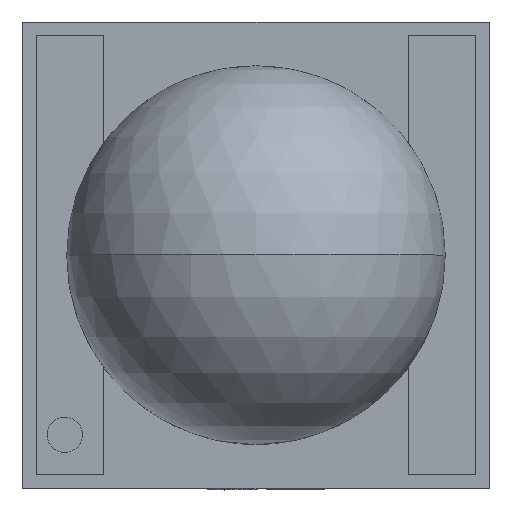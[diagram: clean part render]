
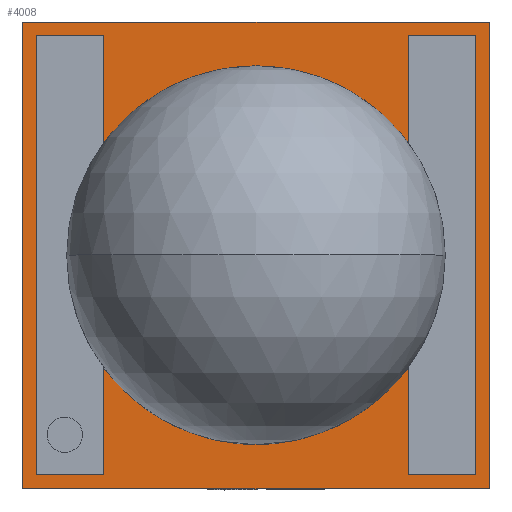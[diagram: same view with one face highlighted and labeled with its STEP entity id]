
A CAD part, top view. The second image highlights one B-rep face of the part: STEP entity #4008.
In plain terms, the highlighted planar face has unit normal (0, 0, 1).
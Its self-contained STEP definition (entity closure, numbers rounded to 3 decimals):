
#199 = CARTESIAN_POINT ( 'NONE',  ( -1.125, -1.625, 0.8 ) ) ;
#342 = CARTESIAN_POINT ( 'NONE',  ( -1.125, 1.625, 0.8 ) ) ;
#641 = VECTOR ( 'NONE', #9273, 1000. ) ;
#867 = VECTOR ( 'NONE', #1706, 1000. ) ;
#944 = CARTESIAN_POINT ( 'NONE',  ( 1.125, -0.833, 0.8 ) ) ;
#984 = VECTOR ( 'NONE', #1101, 1000. ) ;
#1075 = AXIS2_PLACEMENT_3D ( 'NONE', #13344, #15488, #14225 ) ;
#1090 = DIRECTION ( 'NONE',  ( -1., 0., 0. ) ) ;
#1099 = CARTESIAN_POINT ( 'NONE',  ( 1.725, 1.725, 0.8 ) ) ;
#1101 = DIRECTION ( 'NONE',  ( 0., 1., 0. ) ) ;
#1240 = EDGE_CURVE ( 'NONE', #4222, #14418, #8874, .T. ) ;
#1413 = EDGE_CURVE ( 'NONE', #12926, #7006, #5079, .T. ) ;
#1620 = CARTESIAN_POINT ( 'NONE',  ( 1.725, -1.725, 0.8 ) ) ;
#1706 = DIRECTION ( 'NONE',  ( 1., 0., 0. ) ) ;
#1820 = ORIENTED_EDGE ( 'NONE', *, *, #1240, .T. ) ;
#2060 = LINE ( 'NONE', #5685, #4126 ) ;
#2177 = CARTESIAN_POINT ( 'NONE',  ( 1.625, 1.625, 0.8 ) ) ;
#2200 = CARTESIAN_POINT ( 'NONE',  ( -1.625, 1.625, 0.8 ) ) ;
#2316 = CARTESIAN_POINT ( 'NONE',  ( 1.725, 1.725, 0.8 ) ) ;
#2627 = DIRECTION ( 'NONE',  ( -1., 0., 0. ) ) ;
#2718 = DIRECTION ( 'NONE',  ( 1., 0., 0. ) ) ;
#3096 = ORIENTED_EDGE ( 'NONE', *, *, #5333, .F. ) ;
#3257 = AXIS2_PLACEMENT_3D ( 'NONE', #9894, #9971, #2718 ) ;
#3378 = ORIENTED_EDGE ( 'NONE', *, *, #1413, .F. ) ;
#3464 = ORIENTED_EDGE ( 'NONE', *, *, #7653, .F. ) ;
#3468 = ORIENTED_EDGE ( 'NONE', *, *, #15018, .F. ) ;
#3479 = VERTEX_POINT ( 'NONE', #6688 ) ;
#3691 = EDGE_LOOP ( 'NONE', ( #13171, #8520, #15014, #12797 ) ) ;
#3702 = EDGE_CURVE ( 'NONE', #5461, #14808, #6051, .T. ) ;
#3819 = LINE ( 'NONE', #13441, #8142 ) ;
#3822 = DIRECTION ( 'NONE',  ( 0., 1., 0. ) ) ;
#3829 = FACE_BOUND ( 'NONE', #9819, .T. ) ;
#3855 = ORIENTED_EDGE ( 'NONE', *, *, #9180, .F. ) ;
#3869 = CIRCLE ( 'NONE', #13702, 1.4 ) ;
#3897 = DIRECTION ( 'NONE',  ( 0., -1., 0. ) ) ;
#4008 = ADVANCED_FACE ( 'NONE', ( #8710, #3829 ), #4122, .T. ) ;
#4037 = VERTEX_POINT ( 'NONE', #1620 ) ;
#4122 = PLANE ( 'NONE',  #3257 ) ;
#4126 = VECTOR ( 'NONE', #15304, 1000. ) ;
#4222 = VERTEX_POINT ( 'NONE', #11375 ) ;
#4393 = LINE ( 'NONE', #10697, #4521 ) ;
#4475 = VERTEX_POINT ( 'NONE', #11801 ) ;
#4521 = VECTOR ( 'NONE', #14334, 1000. ) ;
#4541 = VECTOR ( 'NONE', #9207, 1000. ) ;
#4709 = CARTESIAN_POINT ( 'NONE',  ( 1.625, 1.625, 0.8 ) ) ;
#5057 = VECTOR ( 'NONE', #3822, 1000. ) ;
#5079 = LINE ( 'NONE', #9882, #5853 ) ;
#5290 = VECTOR ( 'NONE', #13877, 1000. ) ;
#5333 = EDGE_CURVE ( 'NONE', #7006, #5461, #2060, .T. ) ;
#5432 = ORIENTED_EDGE ( 'NONE', *, *, #12274, .F. ) ;
#5461 = VERTEX_POINT ( 'NONE', #199 ) ;
#5486 = LINE ( 'NONE', #12911, #5290 ) ;
#5560 = CARTESIAN_POINT ( 'NONE',  ( -1.725, -1.725, 0.8 ) ) ;
#5606 = DIRECTION ( 'NONE',  ( -1., 0., 0. ) ) ;
#5685 = CARTESIAN_POINT ( 'NONE',  ( -1.625, -1.625, 0.8 ) ) ;
#5853 = VECTOR ( 'NONE', #3897, 1000. ) ;
#5918 = CARTESIAN_POINT ( 'NONE',  ( 0., 0., 0.8 ) ) ;
#6051 = LINE ( 'NONE', #13064, #984 ) ;
#6228 = LINE ( 'NONE', #342, #10047 ) ;
#6249 = EDGE_CURVE ( 'NONE', #4475, #4037, #13772, .T. ) ;
#6450 = LINE ( 'NONE', #9770, #14382 ) ;
#6593 = LINE ( 'NONE', #12497, #867 ) ;
#6688 = CARTESIAN_POINT ( 'NONE',  ( 1.625, -1.625, 0.8 ) ) ;
#6752 = CARTESIAN_POINT ( 'NONE',  ( 1.125, 1.625, 0.8 ) ) ;
#6971 = CARTESIAN_POINT ( 'NONE',  ( -1.125, -0.833, 0.8 ) ) ;
#7006 = VERTEX_POINT ( 'NONE', #12962 ) ;
#7607 = ORIENTED_EDGE ( 'NONE', *, *, #15546, .F. ) ;
#7653 = EDGE_CURVE ( 'NONE', #4222, #12279, #6228, .T. ) ;
#7777 = VERTEX_POINT ( 'NONE', #1099 ) ;
#7799 = VERTEX_POINT ( 'NONE', #4709 ) ;
#7845 = DIRECTION ( 'NONE',  ( 1., 0., 0. ) ) ;
#8142 = VECTOR ( 'NONE', #2627, 1000. ) ;
#8143 = VERTEX_POINT ( 'NONE', #944 ) ;
#8171 = CARTESIAN_POINT ( 'NONE',  ( -1.725, 1.725, 0.8 ) ) ;
#8449 = VECTOR ( 'NONE', #1090, 1000. ) ;
#8520 = ORIENTED_EDGE ( 'NONE', *, *, #11507, .T. ) ;
#8710 = FACE_OUTER_BOUND ( 'NONE', #3691, .T. ) ;
#8874 = CIRCLE ( 'NONE', #1075, 1.4 ) ;
#9180 = EDGE_CURVE ( 'NONE', #8143, #13909, #4393, .T. ) ;
#9207 = DIRECTION ( 'NONE',  ( 0., -1., 0. ) ) ;
#9273 = DIRECTION ( 'NONE',  ( 0., -1., 0. ) ) ;
#9442 = LINE ( 'NONE', #8171, #641 ) ;
#9699 = DIRECTION ( 'NONE',  ( 0., 1., 0. ) ) ;
#9711 = CARTESIAN_POINT ( 'NONE',  ( 1.125, 1.625, 0.8 ) ) ;
#9770 = CARTESIAN_POINT ( 'NONE',  ( -1.725, 1.725, 0.8 ) ) ;
#9819 = EDGE_LOOP ( 'NONE', ( #1820, #11025, #10298, #5432, #7607, #3855, #9893, #15187, #3096, #3378, #3468, #3464 ) ) ;
#9882 = CARTESIAN_POINT ( 'NONE',  ( -1.625, 1.625, 0.8 ) ) ;
#9893 = ORIENTED_EDGE ( 'NONE', *, *, #13254, .T. ) ;
#9894 = CARTESIAN_POINT ( 'NONE',  ( 0., 0., 0.8 ) ) ;
#9971 = DIRECTION ( 'NONE',  ( 0., 0., 1. ) ) ;
#10047 = VECTOR ( 'NONE', #9699, 1000. ) ;
#10077 = DIRECTION ( 'NONE',  ( -1., 0., 0. ) ) ;
#10298 = ORIENTED_EDGE ( 'NONE', *, *, #14505, .F. ) ;
#10305 = CARTESIAN_POINT ( 'NONE',  ( -1.125, 1.625, 0.8 ) ) ;
#10645 = DIRECTION ( 'NONE',  ( 0., 0., -1. ) ) ;
#10697 = CARTESIAN_POINT ( 'NONE',  ( 1.125, 1.625, 0.8 ) ) ;
#10899 = CARTESIAN_POINT ( 'NONE',  ( -1.725, 1.725, 0.8 ) ) ;
#11004 = CARTESIAN_POINT ( 'NONE',  ( 1.125, -1.625, 0.8 ) ) ;
#11025 = ORIENTED_EDGE ( 'NONE', *, *, #11518, .F. ) ;
#11189 = VERTEX_POINT ( 'NONE', #9711 ) ;
#11375 = CARTESIAN_POINT ( 'NONE',  ( -1.125, 0.833, 0.8 ) ) ;
#11507 = EDGE_CURVE ( 'NONE', #7777, #14095, #6450, .T. ) ;
#11518 = EDGE_CURVE ( 'NONE', #11189, #14418, #13412, .T. ) ;
#11649 = EDGE_CURVE ( 'NONE', #4037, #7777, #14552, .T. ) ;
#11801 = CARTESIAN_POINT ( 'NONE',  ( -1.725, -1.725, 0.8 ) ) ;
#11853 = LINE ( 'NONE', #2177, #8449 ) ;
#12274 = EDGE_CURVE ( 'NONE', #3479, #7799, #5486, .T. ) ;
#12279 = VERTEX_POINT ( 'NONE', #10305 ) ;
#12286 = VECTOR ( 'NONE', #7845, 1000. ) ;
#12497 = CARTESIAN_POINT ( 'NONE',  ( 1.625, -1.625, 0.8 ) ) ;
#12797 = ORIENTED_EDGE ( 'NONE', *, *, #6249, .T. ) ;
#12832 = CARTESIAN_POINT ( 'NONE',  ( 1.125, 0.833, 0.8 ) ) ;
#12911 = CARTESIAN_POINT ( 'NONE',  ( 1.625, 1.625, 0.8 ) ) ;
#12926 = VERTEX_POINT ( 'NONE', #2200 ) ;
#12962 = CARTESIAN_POINT ( 'NONE',  ( -1.625, -1.625, 0.8 ) ) ;
#13064 = CARTESIAN_POINT ( 'NONE',  ( -1.125, 1.625, 0.8 ) ) ;
#13171 = ORIENTED_EDGE ( 'NONE', *, *, #11649, .T. ) ;
#13254 = EDGE_CURVE ( 'NONE', #8143, #14808, #3869, .T. ) ;
#13344 = CARTESIAN_POINT ( 'NONE',  ( 0., 0., 0.8 ) ) ;
#13412 = LINE ( 'NONE', #6752, #4541 ) ;
#13441 = CARTESIAN_POINT ( 'NONE',  ( -1.625, 1.625, 0.8 ) ) ;
#13702 = AXIS2_PLACEMENT_3D ( 'NONE', #5918, #10645, #5606 ) ;
#13772 = LINE ( 'NONE', #5560, #12286 ) ;
#13837 = EDGE_CURVE ( 'NONE', #14095, #4475, #9442, .T. ) ;
#13877 = DIRECTION ( 'NONE',  ( 0., 1., 0. ) ) ;
#13909 = VERTEX_POINT ( 'NONE', #11004 ) ;
#14095 = VERTEX_POINT ( 'NONE', #10899 ) ;
#14225 = DIRECTION ( 'NONE',  ( -1., 0., 0. ) ) ;
#14334 = DIRECTION ( 'NONE',  ( 0., -1., 0. ) ) ;
#14382 = VECTOR ( 'NONE', #10077, 1000. ) ;
#14418 = VERTEX_POINT ( 'NONE', #12832 ) ;
#14505 = EDGE_CURVE ( 'NONE', #7799, #11189, #11853, .T. ) ;
#14552 = LINE ( 'NONE', #2316, #5057 ) ;
#14808 = VERTEX_POINT ( 'NONE', #6971 ) ;
#15014 = ORIENTED_EDGE ( 'NONE', *, *, #13837, .T. ) ;
#15018 = EDGE_CURVE ( 'NONE', #12279, #12926, #3819, .T. ) ;
#15187 = ORIENTED_EDGE ( 'NONE', *, *, #3702, .F. ) ;
#15304 = DIRECTION ( 'NONE',  ( 1., 0., 0. ) ) ;
#15488 = DIRECTION ( 'NONE',  ( 0., 0., -1. ) ) ;
#15546 = EDGE_CURVE ( 'NONE', #13909, #3479, #6593, .T. ) ;
